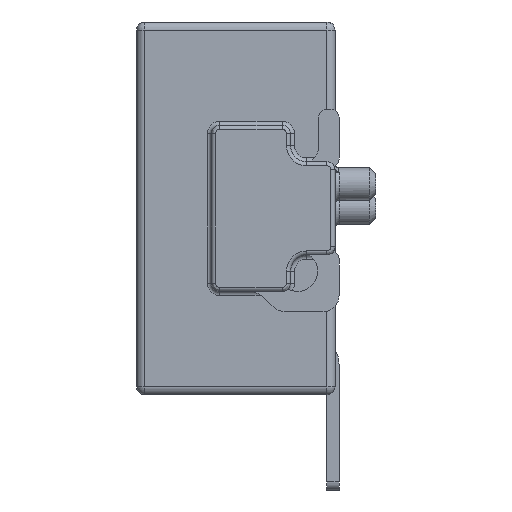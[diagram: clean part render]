
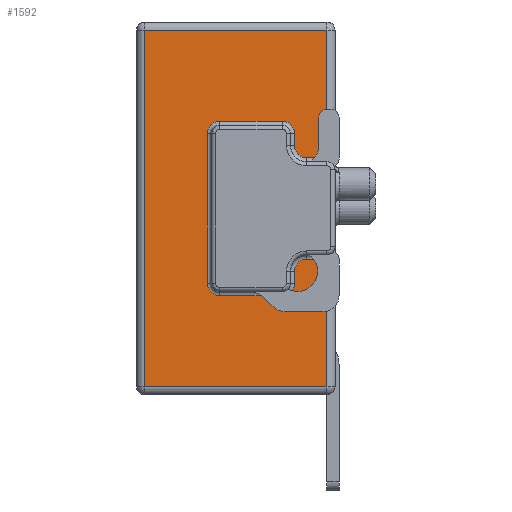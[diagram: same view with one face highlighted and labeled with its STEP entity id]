
A CAD part, left-side view. The second image highlights one B-rep face of the part: STEP entity #1592.
In plain terms, the highlighted planar face has unit normal (-1, 0, 0).
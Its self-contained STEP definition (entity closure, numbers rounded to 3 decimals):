
#1132=FACE_OUTER_BOUND('',#3504,.T.);
#1592=ADVANCED_FACE('',(#1132),#2026,.T.);
#2026=PLANE('',#8406);
#2334=LINE('',#11948,#2963);
#2335=LINE('',#11951,#2964);
#2336=LINE('',#11953,#2965);
#2337=LINE('',#11957,#2966);
#2338=LINE('',#11961,#2967);
#2339=LINE('',#11965,#2968);
#2340=LINE('',#11969,#2969);
#2341=LINE('',#11973,#2970);
#2342=LINE('',#11977,#2971);
#2343=LINE('',#11979,#2972);
#2344=LINE('',#11981,#2973);
#2345=LINE('',#11983,#2974);
#2963=VECTOR('',#9446,1.);
#2964=VECTOR('',#9447,1.);
#2965=VECTOR('',#9448,1.);
#2966=VECTOR('',#9451,1.);
#2967=VECTOR('',#9454,1.);
#2968=VECTOR('',#9457,1.);
#2969=VECTOR('',#9460,1.);
#2970=VECTOR('',#9463,1.);
#2971=VECTOR('',#9466,1.);
#2972=VECTOR('',#9467,1.);
#2973=VECTOR('',#9468,1.);
#2974=VECTOR('',#9469,1.);
#3504=EDGE_LOOP('',(#4185,#4186,#4187,#4188,#4189,#4190,#4191,#4192,#4193,
#4194,#4195,#4196,#4197,#4198,#4199,#4200,#4201,#4202));
#4185=ORIENTED_EDGE('',*,*,#7045,.T.);
#4186=ORIENTED_EDGE('',*,*,#7046,.T.);
#4187=ORIENTED_EDGE('',*,*,#7047,.T.);
#4188=ORIENTED_EDGE('',*,*,#7048,.T.);
#4189=ORIENTED_EDGE('',*,*,#7049,.T.);
#4190=ORIENTED_EDGE('',*,*,#7050,.T.);
#4191=ORIENTED_EDGE('',*,*,#7051,.T.);
#4192=ORIENTED_EDGE('',*,*,#7052,.T.);
#4193=ORIENTED_EDGE('',*,*,#7053,.T.);
#4194=ORIENTED_EDGE('',*,*,#7054,.T.);
#4195=ORIENTED_EDGE('',*,*,#7055,.T.);
#4196=ORIENTED_EDGE('',*,*,#7056,.T.);
#4197=ORIENTED_EDGE('',*,*,#7057,.T.);
#4198=ORIENTED_EDGE('',*,*,#7058,.T.);
#4199=ORIENTED_EDGE('',*,*,#7059,.T.);
#4200=ORIENTED_EDGE('',*,*,#7060,.T.);
#4201=ORIENTED_EDGE('',*,*,#7061,.T.);
#4202=ORIENTED_EDGE('',*,*,#7062,.T.);
#6349=VERTEX_POINT('',#11949);
#6350=VERTEX_POINT('',#11950);
#6351=VERTEX_POINT('',#11952);
#6352=VERTEX_POINT('',#11954);
#6353=VERTEX_POINT('',#11956);
#6354=VERTEX_POINT('',#11958);
#6355=VERTEX_POINT('',#11960);
#6356=VERTEX_POINT('',#11962);
#6357=VERTEX_POINT('',#11964);
#6358=VERTEX_POINT('',#11966);
#6359=VERTEX_POINT('',#11968);
#6360=VERTEX_POINT('',#11970);
#6361=VERTEX_POINT('',#11972);
#6362=VERTEX_POINT('',#11974);
#6363=VERTEX_POINT('',#11976);
#6364=VERTEX_POINT('',#11978);
#6365=VERTEX_POINT('',#11980);
#6366=VERTEX_POINT('',#11982);
#7045=EDGE_CURVE('',#6349,#6350,#2334,.T.);
#7046=EDGE_CURVE('',#6350,#6351,#2335,.T.);
#7047=EDGE_CURVE('',#6351,#6352,#2336,.T.);
#7048=EDGE_CURVE('',#6352,#6353,#7992,.T.);
#7049=EDGE_CURVE('',#6353,#6354,#2337,.T.);
#7050=EDGE_CURVE('',#6354,#6355,#7993,.T.);
#7051=EDGE_CURVE('',#6355,#6356,#2338,.T.);
#7052=EDGE_CURVE('',#6356,#6357,#7994,.T.);
#7053=EDGE_CURVE('',#6357,#6358,#2339,.T.);
#7054=EDGE_CURVE('',#6358,#6359,#7995,.T.);
#7055=EDGE_CURVE('',#6359,#6360,#2340,.T.);
#7056=EDGE_CURVE('',#6360,#6361,#7996,.T.);
#7057=EDGE_CURVE('',#6361,#6362,#2341,.T.);
#7058=EDGE_CURVE('',#6362,#6363,#7997,.T.);
#7059=EDGE_CURVE('',#6363,#6364,#2342,.T.);
#7060=EDGE_CURVE('',#6364,#6365,#2343,.T.);
#7061=EDGE_CURVE('',#6365,#6366,#2344,.T.);
#7062=EDGE_CURVE('',#6366,#6349,#2345,.T.);
#7992=CIRCLE('',#8400,0.3);
#7993=CIRCLE('',#8401,0.3);
#7994=CIRCLE('',#8402,0.3);
#7995=CIRCLE('',#8403,0.3);
#7996=CIRCLE('',#8404,0.3);
#7997=CIRCLE('',#8405,0.3);
#8400=AXIS2_PLACEMENT_3D('',#11955,#9449,#9450);
#8401=AXIS2_PLACEMENT_3D('',#11959,#9452,#9453);
#8402=AXIS2_PLACEMENT_3D('',#11963,#9455,#9456);
#8403=AXIS2_PLACEMENT_3D('',#11967,#9458,#9459);
#8404=AXIS2_PLACEMENT_3D('',#11971,#9461,#9462);
#8405=AXIS2_PLACEMENT_3D('',#11975,#9464,#9465);
#8406=AXIS2_PLACEMENT_3D('',#11984,#9470,#9471);
#9446=DIRECTION('',(0.,-1.,0.));
#9447=DIRECTION('',(0.,0.,1.));
#9448=DIRECTION('',(0.,1.,0.));
#9449=DIRECTION('',(-1.,0.,0.));
#9450=DIRECTION('',(0.,0.,1.));
#9451=DIRECTION('',(0.,0.,-1.));
#9452=DIRECTION('',(1.,0.,0.));
#9453=DIRECTION('',(0.,0.,1.));
#9454=DIRECTION('',(0.,1.,0.));
#9455=DIRECTION('',(1.,0.,0.));
#9456=DIRECTION('',(0.,0.,1.));
#9457=DIRECTION('',(0.,0.,1.));
#9458=DIRECTION('',(1.,0.,0.));
#9459=DIRECTION('',(0.,0.,1.));
#9460=DIRECTION('',(0.,-1.,0.));
#9461=DIRECTION('',(1.,0.,0.));
#9462=DIRECTION('',(0.,0.,1.));
#9463=DIRECTION('',(0.,0.,-1.));
#9464=DIRECTION('',(-1.,0.,0.));
#9465=DIRECTION('',(0.,0.,1.));
#9466=DIRECTION('',(0.,-1.,0.));
#9467=DIRECTION('',(0.,0.,1.));
#9468=DIRECTION('',(0.,1.,0.));
#9469=DIRECTION('',(0.,0.,-1.));
#9470=DIRECTION('',(-1.,0.,0.));
#9471=DIRECTION('',(0.,0.,1.));
#11948=CARTESIAN_POINT('',(-1.49,-2.25,-9.));
#11949=CARTESIAN_POINT('',(-1.49,2.25,-9.));
#11950=CARTESIAN_POINT('',(-1.49,-2.25,-9.));
#11951=CARTESIAN_POINT('',(-1.49,-2.25,-5.85));
#11952=CARTESIAN_POINT('',(-1.49,-2.25,-5.85));
#11953=CARTESIAN_POINT('',(-1.49,-2.25,-5.85));
#11954=CARTESIAN_POINT('',(-1.49,-1.75,-5.85));
#11955=CARTESIAN_POINT('',(-1.49,-1.75,-6.15));
#11956=CARTESIAN_POINT('',(-1.49,-1.45,-6.15));
#11957=CARTESIAN_POINT('',(-1.49,-1.45,-0.2));
#11958=CARTESIAN_POINT('',(-1.49,-1.45,-6.45));
#11959=CARTESIAN_POINT('',(-1.49,-1.15,-6.45));
#11960=CARTESIAN_POINT('',(-1.49,-1.15,-6.75));
#11961=CARTESIAN_POINT('',(-1.49,-2.25,-6.75));
#11962=CARTESIAN_POINT('',(-1.49,0.4,-6.75));
#11963=CARTESIAN_POINT('',(-1.49,0.4,-6.45));
#11964=CARTESIAN_POINT('',(-1.49,0.7,-6.45));
#11965=CARTESIAN_POINT('',(-1.49,0.7,-0.2));
#11966=CARTESIAN_POINT('',(-1.49,0.7,-2.75));
#11967=CARTESIAN_POINT('',(-1.49,0.4,-2.75));
#11968=CARTESIAN_POINT('',(-1.49,0.4,-2.45));
#11969=CARTESIAN_POINT('',(-1.49,-2.25,-2.45));
#11970=CARTESIAN_POINT('',(-1.49,-1.15,-2.45));
#11971=CARTESIAN_POINT('',(-1.49,-1.15,-2.75));
#11972=CARTESIAN_POINT('',(-1.49,-1.45,-2.75));
#11973=CARTESIAN_POINT('',(-1.49,-1.45,-0.2));
#11974=CARTESIAN_POINT('',(-1.49,-1.45,-3.05));
#11975=CARTESIAN_POINT('',(-1.49,-1.75,-3.05));
#11976=CARTESIAN_POINT('',(-1.49,-1.75,-3.35));
#11977=CARTESIAN_POINT('',(-1.49,-2.25,-3.35));
#11978=CARTESIAN_POINT('',(-1.49,-2.25,-3.35));
#11979=CARTESIAN_POINT('',(-1.49,-2.25,-0.2));
#11980=CARTESIAN_POINT('',(-1.49,-2.25,-0.2));
#11981=CARTESIAN_POINT('',(-1.49,2.25,-0.2));
#11982=CARTESIAN_POINT('',(-1.49,2.25,-0.2));
#11983=CARTESIAN_POINT('',(-1.49,2.25,-9.));
#11984=CARTESIAN_POINT('',(-1.49,-2.25,-0.2));
